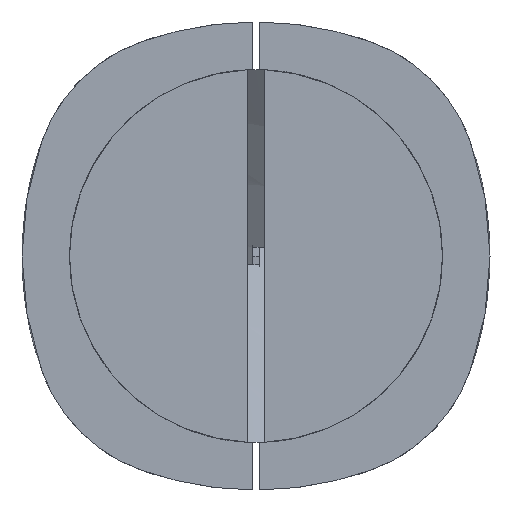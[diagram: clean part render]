
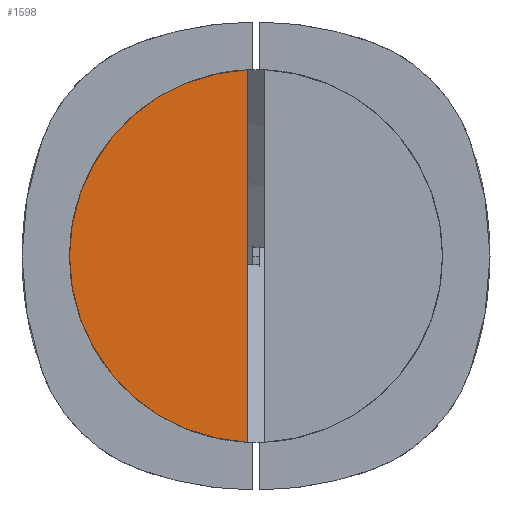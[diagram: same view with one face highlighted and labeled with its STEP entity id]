
A CAD part, front view. The second image highlights one B-rep face of the part: STEP entity #1598.
In plain terms, the highlighted planar face has unit normal (0, -1, 0).
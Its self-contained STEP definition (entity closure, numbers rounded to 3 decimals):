
#188=FACE_OUTER_BOUND('',#288,.T.);
#288=EDGE_LOOP('',(#1184,#1185));
#380=CIRCLE('',#1722,10.9);
#455=LINE('',#2527,#567);
#567=VECTOR('',#1982,21.777);
#689=VERTEX_POINT('',#2521);
#690=VERTEX_POINT('',#2523);
#869=EDGE_CURVE('',#690,#689,#380,.T.);
#871=EDGE_CURVE('',#690,#689,#455,.T.);
#1184=ORIENTED_EDGE('',*,*,#869,.T.);
#1185=ORIENTED_EDGE('',*,*,#871,.F.);
#1540=PLANE('',#1726);
#1598=ADVANCED_FACE('',(#188),#1540,.T.);
#1722=AXIS2_PLACEMENT_3D('',#2524,#1977,#1978);
#1726=AXIS2_PLACEMENT_3D('',#2530,#1987,#1988);
#1977=DIRECTION('center_axis',(0.,-1.,0.));
#1978=DIRECTION('ref_axis',(-0.046,0.,0.999));
#1982=DIRECTION('',(0.,0.,-1.));
#1987=DIRECTION('center_axis',(0.,-1.,0.));
#1988=DIRECTION('ref_axis',(-1.,0.,0.));
#2521=CARTESIAN_POINT('',(-0.5,-20.,-10.889));
#2523=CARTESIAN_POINT('',(-0.5,-20.,10.889));
#2524=CARTESIAN_POINT('Origin',(0.,-20.,0.));
#2527=CARTESIAN_POINT('',(-0.5,-20.,10.889));
#2530=CARTESIAN_POINT('Origin',(0.,-20.,0.));
